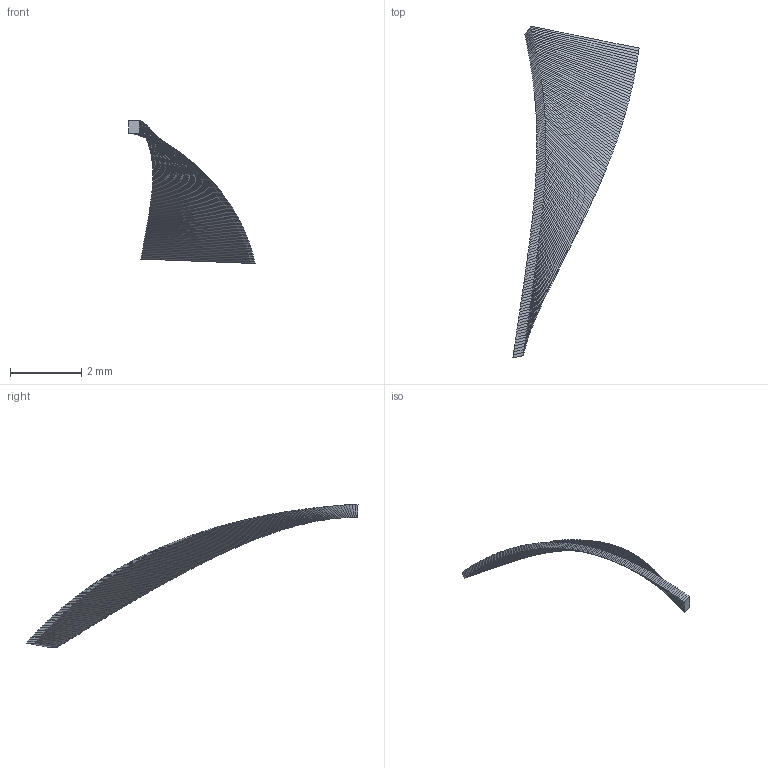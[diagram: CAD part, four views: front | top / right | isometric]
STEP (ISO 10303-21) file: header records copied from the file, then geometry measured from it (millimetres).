
FILE_DESCRIPTION(('Open CASCADE Model'),'2;1');
FILE_NAME('Open CASCADE Shape Model','2023-12-01T01:36:45',('Author'),( 'Open CASCADE'),'Open CASCADE STEP processor 7.7','Open CASCADE 7.7' ,'Unknown');
FILE_SCHEMA(('AUTOMOTIVE_DESIGN { 1 0 10303 214 1 1 1 1 }'));
Length unit declared in the file: millimetre
Products named in the file (1): Open CASCADE STEP translator 7.7 3
Bounding box: 3.55 x 9.33 x 4.01 mm (x, y, z)
Volume: 2.9 mm3; surface area: 38.4 mm2
Topology: 1 solids, 1 shells, 554 faces, 1108 edges, 556 vertices
Faces by surface type: bspline 554
Entity records: 12762 total; most frequent: CARTESIAN_POINT 4437, ORIENTED_EDGE 2216, EDGE_CURVE 1108, VERTEX_POINT 556, B_SPLINE_CURVE_WITH_KNOTS 556, DIRECTION 554, ADVANCED_FACE 554, FACE_BOUND 554
